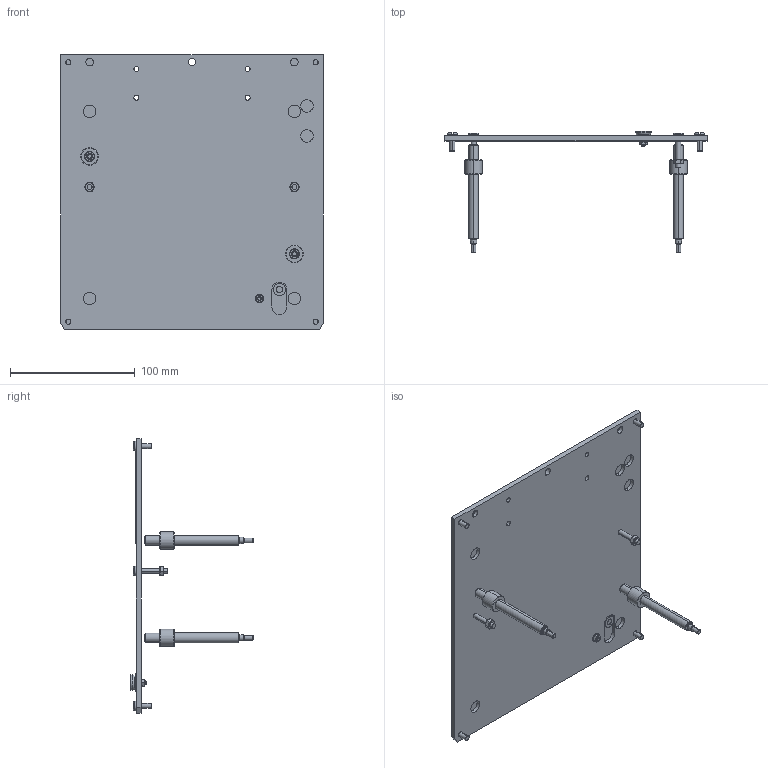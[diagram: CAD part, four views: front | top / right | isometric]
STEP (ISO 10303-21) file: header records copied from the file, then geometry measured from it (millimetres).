
FILE_DESCRIPTION (( 'STEP AP214' ), '1' );
FILE_NAME ('INGUN_41809.STEP', '2022-09-12T14:18:46', ( '' ), ( '' ), 'SwSTEP 2.0', 'SolidWorks 2021', '' );
FILE_SCHEMA (( 'AUTOMOTIVE_DESIGN' ));
Length unit declared in the file: millimetre
Products named in the file (12): DIN125~n_03,2 M03,0; 41810~4_S; 48213~0_S; INGUN_41809; 38205~0_ S; DIN934~n_M03,0; DIN988~n_05x10x0,3; 39695~0_S; 52394~1_S; 38201~0_ S; DIN7991~n_M03,0x010 VA; DIN934~n_M04,0
Assembly tree (17 placements, depth 2):
  INGUN_41809
    41810~4_S
    39695~0_S
    38205~0_ S  x2
    DIN934~n_M04,0  x2
    DIN988~n_05x10x0,3
    38201~0_ S  x4
    DIN7991~n_M03,0x010 VA
    DIN934~n_M03,0
    DIN125~n_03,2 M03,0
    48213~0_S
    52394~1_S  x2
Bounding box: 210 x 97.7 x 220 mm (x, y, z)
Volume: 194713.7 mm3; surface area: 111128.3 mm2
Topology: 17 solids, 17 shells, 1873 faces, 4907 edges, 3254 vertices
Faces by surface type: plane 832, bspline 821, cylinder 122, cone 78, torus 20
Entity records: 108817 total; most frequent: CARTESIAN_POINT 53403, ORIENTED_EDGE 9346, DIRECTION 5183, EDGE_CURVE 4673, VERTEX_POINT 3106, LINE 2699, VECTOR 2699, EDGE_LOOP 1979
